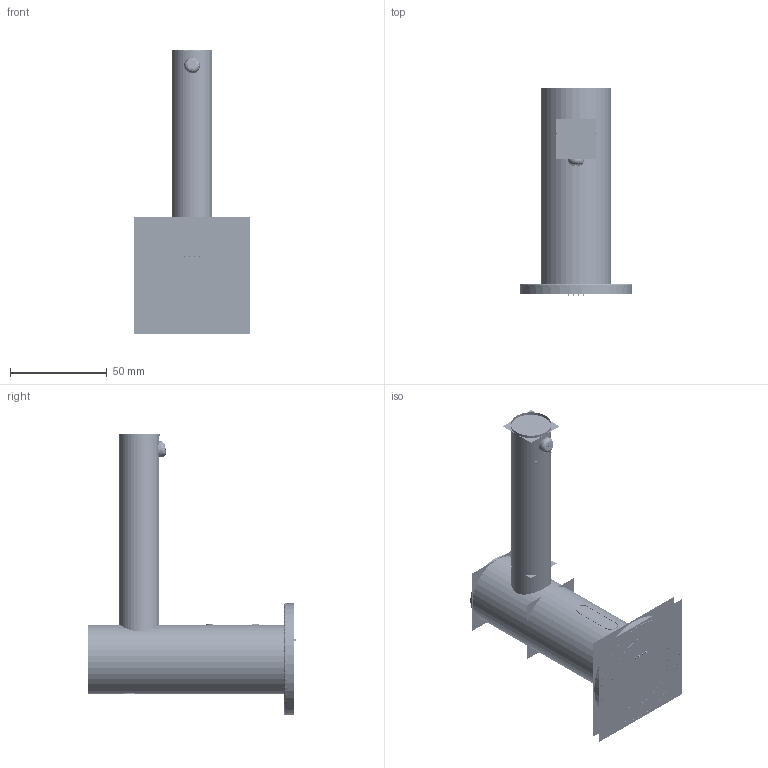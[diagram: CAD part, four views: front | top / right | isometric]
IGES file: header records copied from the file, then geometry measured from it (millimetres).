
Start section:  PTC IGES file: a44699.igs
Global section: file name: a44699.igs; native system: Creo Parametric by PTC Inc.; preprocessor: 2017380; author: gurkan.saylisoy; organization: Unknown; date: 20201118.162909; units: millimetre
Bounding box: 60.34 x 107.61 x 146.66 mm (x, y, z)
Surface area: 150299.5 mm2 (no closed solid volume)
Topology: 0 solids, 0 shells, 3820 faces, 55498 edges, 71034 vertices
Faces by surface type: bspline 2714, revolution 1106
